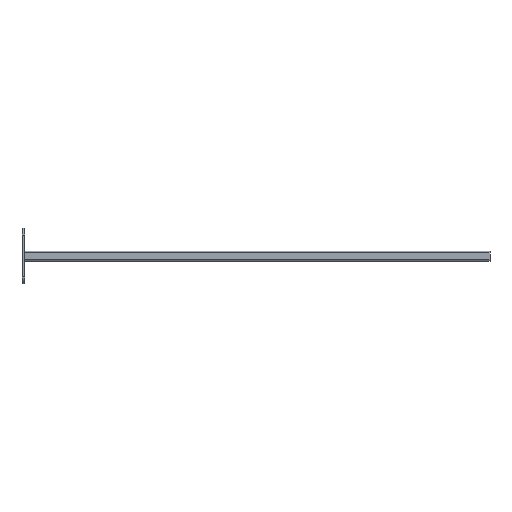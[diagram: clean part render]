
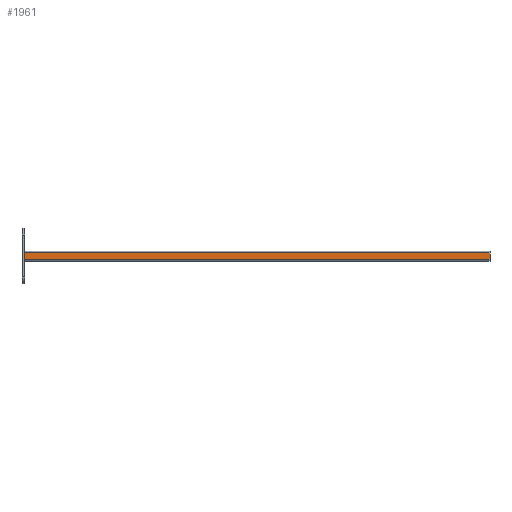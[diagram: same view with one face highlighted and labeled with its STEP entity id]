
A CAD part, left-side view. The second image highlights one B-rep face of the part: STEP entity #1961.
In plain terms, the highlighted planar face has unit normal (-1, 0, 0).
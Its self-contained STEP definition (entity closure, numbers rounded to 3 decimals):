
#141 = CARTESIAN_POINT ( 'NONE',  ( -20.5, -500., -3.5 ) ) ;
#150 = CARTESIAN_POINT ( 'NONE',  ( -20.5, -500., -17.5 ) ) ;
#295 = CARTESIAN_POINT ( 'NONE',  ( -20.5, 500., -17.5 ) ) ;
#458 = DIRECTION ( 'NONE',  ( 0., 1., 0. ) ) ;
#506 = DIRECTION ( 'NONE',  ( 0., 0., -1. ) ) ;
#508 = DIRECTION ( 'NONE',  ( 0., 1., 0. ) ) ;
#517 = CARTESIAN_POINT ( 'NONE',  ( -20.5, -1500., -17.5 ) ) ;
#518 = CARTESIAN_POINT ( 'NONE',  ( -20.5, 500., -21. ) ) ;
#525 = CARTESIAN_POINT ( 'NONE',  ( -20.5, -500., -21. ) ) ;
#563 = CARTESIAN_POINT ( 'NONE',  ( -20.5, -1500., -3.5 ) ) ;
#661 = CARTESIAN_POINT ( 'NONE',  ( -20.5, 500., -3.5 ) ) ;
#730 = DIRECTION ( 'NONE',  ( 0., 0., 1. ) ) ;
#786 = DIRECTION ( 'NONE',  ( 0., 0., 1. ) ) ;
#787 = DIRECTION ( 'NONE',  ( -1., 0., 0. ) ) ;
#789 = PLANE ( 'NONE',  #2488 ) ;
#793 = CARTESIAN_POINT ( 'NONE',  ( -20.5, -1500., -17.5 ) ) ;
#1961 = ADVANCED_FACE ( 'NONE', ( #3063 ), #789, .T. ) ;
#2042 = VECTOR ( 'NONE', #506, 1000. ) ;
#2044 = VECTOR ( 'NONE', #508, 1000. ) ;
#2046 = VECTOR ( 'NONE', #730, 1000. ) ;
#2047 = LINE ( 'NONE', #525, #2042 ) ;
#2049 = LINE ( 'NONE', #518, #2046 ) ;
#2050 = VECTOR ( 'NONE', #458, 1000. ) ;
#2051 = LINE ( 'NONE', #517, #2044 ) ;
#2052 = LINE ( 'NONE', #563, #2050 ) ;
#2488 = AXIS2_PLACEMENT_3D ( 'NONE', #793, #787, #786 ) ;
#2608 = EDGE_CURVE ( 'NONE', #4565, #4400, #2052, .T. ) ;
#2610 = EDGE_CURVE ( 'NONE', #4507, #4400, #2049, .T. ) ;
#2611 = EDGE_CURVE ( 'NONE', #4562, #4507, #2051, .T. ) ;
#2612 = EDGE_CURVE ( 'NONE', #4565, #4562, #2047, .T. ) ;
#3063 = FACE_OUTER_BOUND ( 'NONE', #3247, .T. ) ;
#3247 = EDGE_LOOP ( 'NONE', ( #4529, #4639, #4530, #4640 ) ) ;
#4400 = VERTEX_POINT ( 'NONE', #661 ) ;
#4507 = VERTEX_POINT ( 'NONE', #295 ) ;
#4529 = ORIENTED_EDGE ( 'NONE', *, *, #2608, .T. ) ;
#4530 = ORIENTED_EDGE ( 'NONE', *, *, #2611, .F. ) ;
#4562 = VERTEX_POINT ( 'NONE', #150 ) ;
#4565 = VERTEX_POINT ( 'NONE', #141 ) ;
#4639 = ORIENTED_EDGE ( 'NONE', *, *, #2610, .F. ) ;
#4640 = ORIENTED_EDGE ( 'NONE', *, *, #2612, .F. ) ;
